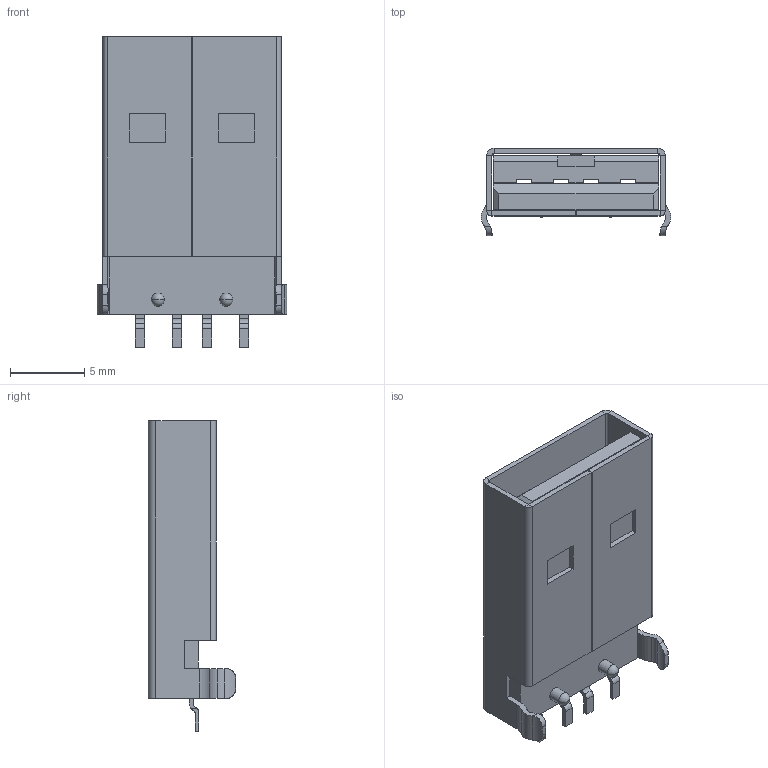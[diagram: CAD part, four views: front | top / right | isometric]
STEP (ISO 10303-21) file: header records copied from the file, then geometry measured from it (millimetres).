
FILE_DESCRIPTION (( 'STEP AP214' ), '1' );
FILE_NAME ('931.STEP', '2017-08-30T17:44:53', ( '' ), ( '' ), 'SwSTEP 2.0', 'SolidWorks 2013', '' );
FILE_SCHEMA (( 'AUTOMOTIVE_DESIGN' ));
Length unit declared in the file: inch
Products named in the file (1): 931
Bounding box: 12.74 x 5.86 x 20.84 mm (x, y, z)
Volume: 648.7 mm3; surface area: 2174.7 mm2
Topology: 6 solids, 6 shells, 489 faces, 1352 edges, 862 vertices
Faces by surface type: plane 376, cylinder 91, torus 18, sphere 4
Entity records: 21892 total; most frequent: CARTESIAN_POINT 2870, ORIENTED_EDGE 2656, DIRECTION 2544, EDGE_CURVE 1328, VECTOR 1040, LINE 1040, VERTEX_POINT 858, AXIS2_PLACEMENT_3D 752
